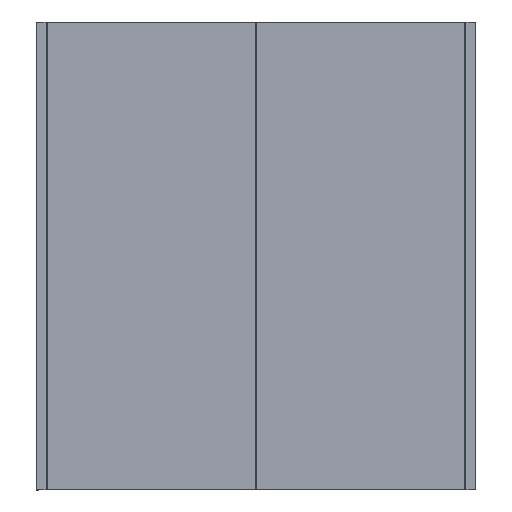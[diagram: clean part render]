
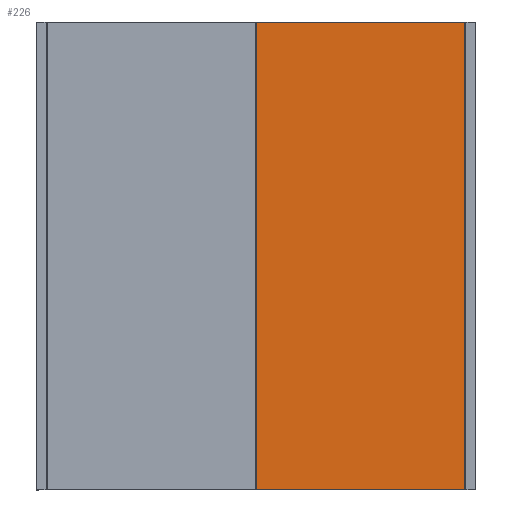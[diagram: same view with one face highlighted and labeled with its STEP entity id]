
A CAD part, top view. The second image highlights one B-rep face of the part: STEP entity #226.
In plain terms, the highlighted planar face has unit normal (0, 0, 1).
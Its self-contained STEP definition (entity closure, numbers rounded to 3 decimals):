
#7 = VECTOR ( 'NONE', #957, 1000. ) ;
#19 = EDGE_CURVE ( 'NONE', #702, #690, #845, .T. ) ;
#91 = CARTESIAN_POINT ( 'NONE',  ( 1., -400., 130. ) ) ;
#115 = DIRECTION ( 'NONE',  ( 1., 0., 0. ) ) ;
#121 = EDGE_CURVE ( 'NONE', #702, #1048, #816, .T. ) ;
#128 = PLANE ( 'NONE',  #832 ) ;
#175 = CARTESIAN_POINT ( 'NONE',  ( 1., 400., 130. ) ) ;
#210 = DIRECTION ( 'NONE',  ( 0., 0., 1. ) ) ;
#226 = ADVANCED_FACE ( 'NONE', ( #472 ), #128, .T. ) ;
#294 = CARTESIAN_POINT ( 'NONE',  ( 357., -400., 130. ) ) ;
#334 = CARTESIAN_POINT ( 'NONE',  ( -357., -400., 130. ) ) ;
#371 = VECTOR ( 'NONE', #610, 1000. ) ;
#373 = CARTESIAN_POINT ( 'NONE',  ( -357., -400., 130. ) ) ;
#398 = VERTEX_POINT ( 'NONE', #554 ) ;
#419 = VECTOR ( 'NONE', #115, 1000. ) ;
#465 = ORIENTED_EDGE ( 'NONE', *, *, #925, .T. ) ;
#472 = FACE_OUTER_BOUND ( 'NONE', #1046, .T. ) ;
#503 = DIRECTION ( 'NONE',  ( 1., 0., 0. ) ) ;
#521 = CARTESIAN_POINT ( 'NONE',  ( -357., 400., 130. ) ) ;
#526 = ORIENTED_EDGE ( 'NONE', *, *, #787, .F. ) ;
#552 = ORIENTED_EDGE ( 'NONE', *, *, #121, .F. ) ;
#554 = CARTESIAN_POINT ( 'NONE',  ( 357., 400., 130. ) ) ;
#610 = DIRECTION ( 'NONE',  ( 0., 1., 0. ) ) ;
#628 = VECTOR ( 'NONE', #503, 1000. ) ;
#690 = VERTEX_POINT ( 'NONE', #914 ) ;
#702 = VERTEX_POINT ( 'NONE', #91 ) ;
#787 = EDGE_CURVE ( 'NONE', #1048, #398, #806, .T. ) ;
#788 = LINE ( 'NONE', #294, #7 ) ;
#806 = LINE ( 'NONE', #521, #419 ) ;
#816 = LINE ( 'NONE', #920, #371 ) ;
#832 = AXIS2_PLACEMENT_3D ( 'NONE', #373, #210, #946 ) ;
#845 = LINE ( 'NONE', #334, #628 ) ;
#894 = ORIENTED_EDGE ( 'NONE', *, *, #19, .T. ) ;
#914 = CARTESIAN_POINT ( 'NONE',  ( 357., -400., 130. ) ) ;
#920 = CARTESIAN_POINT ( 'NONE',  ( 1., -400., 130. ) ) ;
#925 = EDGE_CURVE ( 'NONE', #690, #398, #788, .T. ) ;
#946 = DIRECTION ( 'NONE',  ( 1., 0., 0. ) ) ;
#957 = DIRECTION ( 'NONE',  ( 0., 1., 0. ) ) ;
#1046 = EDGE_LOOP ( 'NONE', ( #552, #894, #465, #526 ) ) ;
#1048 = VERTEX_POINT ( 'NONE', #175 ) ;
